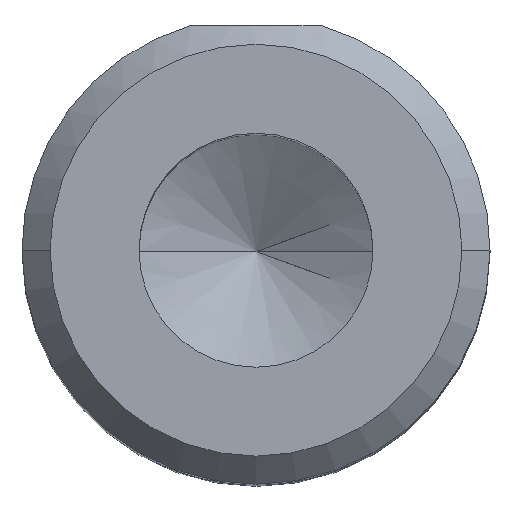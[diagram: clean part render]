
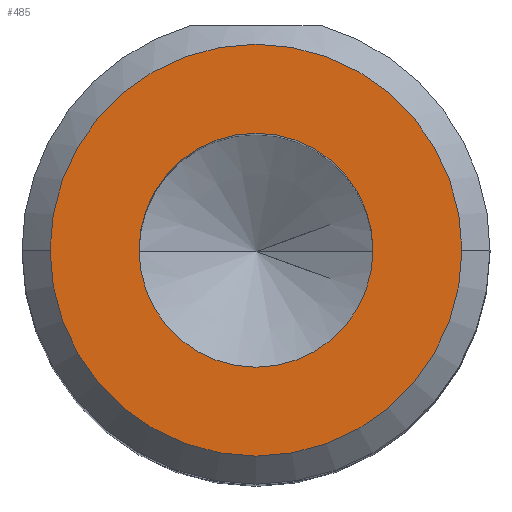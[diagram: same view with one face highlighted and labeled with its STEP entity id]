
A CAD part, top view. The second image highlights one B-rep face of the part: STEP entity #485.
In plain terms, the highlighted planar face has unit normal (0, 0, 1).
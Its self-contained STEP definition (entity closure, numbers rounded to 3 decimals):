
#23 = CARTESIAN_POINT ( 'NONE',  ( 0., 0., 7.5 ) ) ;
#34 = CIRCLE ( 'NONE', #445, 2.2 ) ;
#65 = DIRECTION ( 'NONE',  ( 0., 0., 1. ) ) ;
#71 = AXIS2_PLACEMENT_3D ( 'NONE', #492, #1161, #586 ) ;
#132 = DIRECTION ( 'NONE',  ( 1., 0., 0. ) ) ;
#162 = ORIENTED_EDGE ( 'NONE', *, *, #826, .T. ) ;
#174 = EDGE_LOOP ( 'NONE', ( #1174, #745 ) ) ;
#218 = CARTESIAN_POINT ( 'NONE',  ( 0., 0., 7.5 ) ) ;
#280 = DIRECTION ( 'NONE',  ( 0., 0., 1. ) ) ;
#315 = DIRECTION ( 'NONE',  ( 1., 0., 0. ) ) ;
#359 = AXIS2_PLACEMENT_3D ( 'NONE', #444, #65, #718 ) ;
#413 = CARTESIAN_POINT ( 'NONE',  ( 2.2, 0., 7.5 ) ) ;
#444 = CARTESIAN_POINT ( 'NONE',  ( 0., 0., 7.5 ) ) ;
#445 = AXIS2_PLACEMENT_3D ( 'NONE', #218, #873, #315 ) ;
#484 = VERTEX_POINT ( 'NONE', #1109 ) ;
#485 = ADVANCED_FACE ( 'NONE', ( #858, #910 ), #632, .T. ) ;
#492 = CARTESIAN_POINT ( 'NONE',  ( 0., 0., 7.5 ) ) ;
#513 = AXIS2_PLACEMENT_3D ( 'NONE', #23, #688, #132 ) ;
#537 = CARTESIAN_POINT ( 'NONE',  ( -1.25, 0., 7.5 ) ) ;
#538 = VERTEX_POINT ( 'NONE', #537 ) ;
#565 = CIRCLE ( 'NONE', #513, 1.25 ) ;
#586 = DIRECTION ( 'NONE',  ( 1., 0., 0. ) ) ;
#632 = PLANE ( 'NONE',  #359 ) ;
#634 = ORIENTED_EDGE ( 'NONE', *, *, #1155, .T. ) ;
#688 = DIRECTION ( 'NONE',  ( 0., 0., 1. ) ) ;
#717 = AXIS2_PLACEMENT_3D ( 'NONE', #833, #280, #934 ) ;
#718 = DIRECTION ( 'NONE',  ( 1., 0., 0. ) ) ;
#745 = ORIENTED_EDGE ( 'NONE', *, *, #916, .F. ) ;
#826 = EDGE_CURVE ( 'NONE', #1175, #1165, #939, .T. ) ;
#833 = CARTESIAN_POINT ( 'NONE',  ( 0., 0., 7.5 ) ) ;
#854 = CIRCLE ( 'NONE', #71, 1.25 ) ;
#858 = FACE_OUTER_BOUND ( 'NONE', #930, .T. ) ;
#873 = DIRECTION ( 'NONE',  ( 0., 0., 1. ) ) ;
#910 = FACE_BOUND ( 'NONE', #174, .T. ) ;
#916 = EDGE_CURVE ( 'NONE', #538, #484, #854, .T. ) ;
#930 = EDGE_LOOP ( 'NONE', ( #634, #162 ) ) ;
#934 = DIRECTION ( 'NONE',  ( 1., 0., 0. ) ) ;
#939 = CIRCLE ( 'NONE', #717, 2.2 ) ;
#1074 = CARTESIAN_POINT ( 'NONE',  ( -2.2, 0., 7.5 ) ) ;
#1109 = CARTESIAN_POINT ( 'NONE',  ( 1.25, 0., 7.5 ) ) ;
#1155 = EDGE_CURVE ( 'NONE', #1165, #1175, #34, .T. ) ;
#1161 = DIRECTION ( 'NONE',  ( 0., 0., 1. ) ) ;
#1165 = VERTEX_POINT ( 'NONE', #1074 ) ;
#1166 = EDGE_CURVE ( 'NONE', #484, #538, #565, .T. ) ;
#1174 = ORIENTED_EDGE ( 'NONE', *, *, #1166, .F. ) ;
#1175 = VERTEX_POINT ( 'NONE', #413 ) ;
